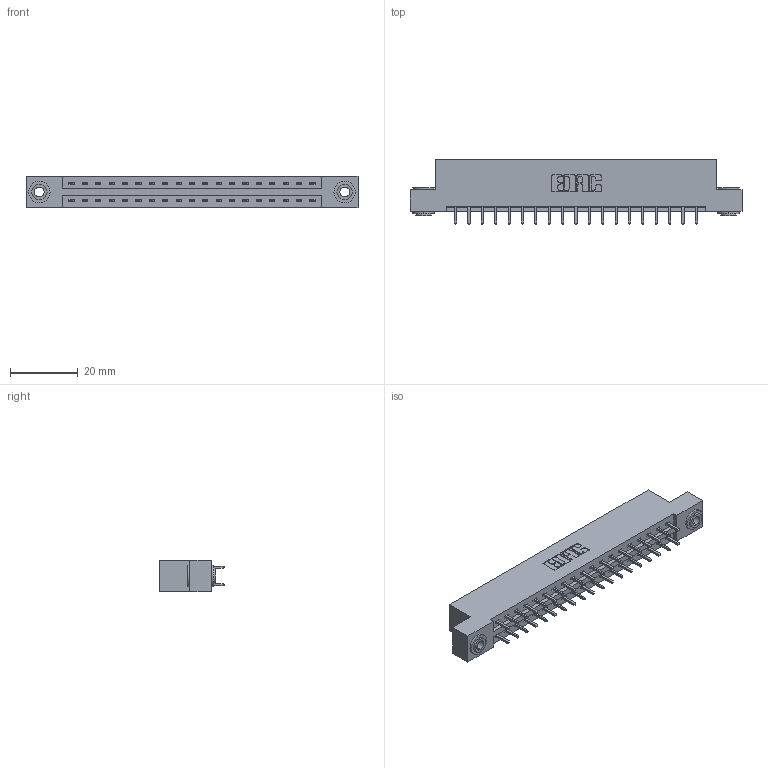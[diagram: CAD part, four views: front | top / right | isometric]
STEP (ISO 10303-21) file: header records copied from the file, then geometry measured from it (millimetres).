
FILE_DESCRIPTION (( 'STEP AP203' ), '1' );
FILE_NAME ('337-038-521-203.STEP', '2018-08-08T03:04:15', ( '' ), ( '' ), 'SwSTEP 2.0', 'SolidWorks 2016', '' );
FILE_SCHEMA (( 'CONFIG_CONTROL_DESIGN' ));
Length unit declared in the file: inch
Products named in the file (4): 337 Part_Flush Mounting Lugs - 0.156 Dia-TH; 345-292-001_345-293-121; 345-250-002_345-250-002-102; 337-038-521-203
Assembly tree (41 placements, depth 2):
  337-038-521-203
    337 Part_Flush Mounting Lugs - 0.156 Dia-TH
    345-292-001_345-293-121  x38
    345-250-002_345-250-002-102  x2
Bounding box: 98.3 x 19.06 x 9.4 mm (x, y, z)
Volume: 10057.2 mm3; surface area: 11258 mm2
Topology: 41 solids, 41 shells, 2204 faces, 6505 edges, 4282 vertices
Faces by surface type: plane 1524, cylinder 672, cone 8
Entity records: 18374 total; most frequent: CARTESIAN_POINT 3089, ORIENTED_EDGE 3018, DIRECTION 2703, EDGE_CURVE 1509, VECTOR 1357, LINE 1357, VERTEX_POINT 1002, AXIS2_PLACEMENT_3D 673
